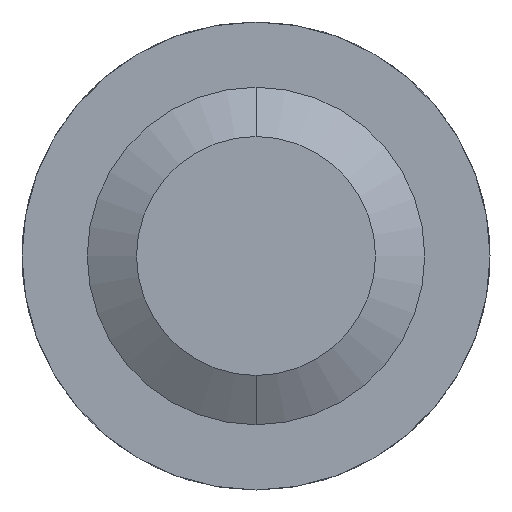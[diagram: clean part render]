
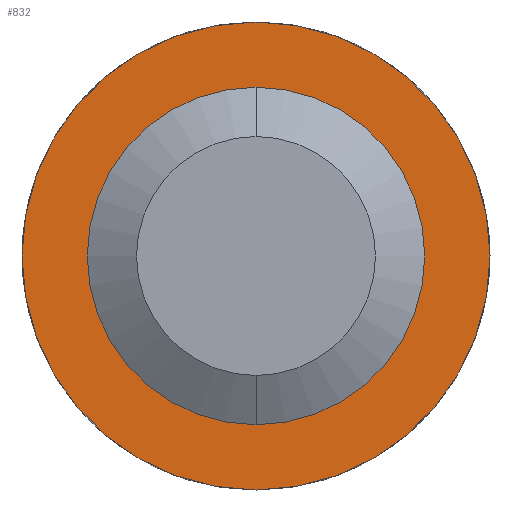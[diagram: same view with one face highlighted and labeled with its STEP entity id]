
A CAD part, front view. The second image highlights one B-rep face of the part: STEP entity #832.
In plain terms, the highlighted planar face has unit normal (0, -1, 0).
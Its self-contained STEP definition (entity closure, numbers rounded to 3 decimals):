
#16 = EDGE_CURVE ( 'NONE', #2372, #976, #1220, .T. ) ;
#179 = FACE_OUTER_BOUND ( 'NONE', #1813, .T. ) ;
#366 = AXIS2_PLACEMENT_3D ( 'NONE', #1092, #1362, #798 ) ;
#414 = DIRECTION ( 'NONE',  ( 0., 1., 0. ) ) ;
#489 = EDGE_LOOP ( 'NONE', ( #3302, #685 ) ) ;
#571 = AXIS2_PLACEMENT_3D ( 'NONE', #960, #2286, #1463 ) ;
#594 = CARTESIAN_POINT ( 'NONE',  ( 0., -2.5, 0. ) ) ;
#603 = DIRECTION ( 'NONE',  ( 0., 0., 1. ) ) ;
#685 = ORIENTED_EDGE ( 'NONE', *, *, #3291, .T. ) ;
#779 = VERTEX_POINT ( 'NONE', #2398 ) ;
#798 = DIRECTION ( 'NONE',  ( 0., 0., 1. ) ) ;
#832 = ADVANCED_FACE ( 'NONE', ( #179, #3170 ), #1870, .F. ) ;
#895 = DIRECTION ( 'NONE',  ( 0., 1., 0. ) ) ;
#960 = CARTESIAN_POINT ( 'NONE',  ( 0., -2.5, 0. ) ) ;
#976 = VERTEX_POINT ( 'NONE', #1114 ) ;
#1077 = CIRCLE ( 'NONE', #1450, 0.685 ) ;
#1092 = CARTESIAN_POINT ( 'NONE',  ( 0.95, -2.5, 0. ) ) ;
#1114 = CARTESIAN_POINT ( 'NONE',  ( 0., -2.5, -0.685 ) ) ;
#1220 = CIRCLE ( 'NONE', #571, 0.685 ) ;
#1362 = DIRECTION ( 'NONE',  ( 0., 1., 0. ) ) ;
#1450 = AXIS2_PLACEMENT_3D ( 'NONE', #594, #2467, #3309 ) ;
#1463 = DIRECTION ( 'NONE',  ( 0., 0., 1. ) ) ;
#1663 = EDGE_CURVE ( 'NONE', #2846, #779, #3135, .T. ) ;
#1746 = ORIENTED_EDGE ( 'NONE', *, *, #1663, .F. ) ;
#1813 = EDGE_LOOP ( 'NONE', ( #1746, #2943 ) ) ;
#1870 = PLANE ( 'NONE',  #366 ) ;
#2015 = AXIS2_PLACEMENT_3D ( 'NONE', #3049, #895, #603 ) ;
#2286 = DIRECTION ( 'NONE',  ( 0., 1., 0. ) ) ;
#2325 = DIRECTION ( 'NONE',  ( 0., 0., 1. ) ) ;
#2372 = VERTEX_POINT ( 'NONE', #2904 ) ;
#2398 = CARTESIAN_POINT ( 'NONE',  ( 0., -2.5, -0.95 ) ) ;
#2467 = DIRECTION ( 'NONE',  ( 0., 1., 0. ) ) ;
#2617 = AXIS2_PLACEMENT_3D ( 'NONE', #3136, #414, #2325 ) ;
#2846 = VERTEX_POINT ( 'NONE', #2952 ) ;
#2904 = CARTESIAN_POINT ( 'NONE',  ( 0., -2.5, 0.685 ) ) ;
#2943 = ORIENTED_EDGE ( 'NONE', *, *, #3073, .F. ) ;
#2952 = CARTESIAN_POINT ( 'NONE',  ( 0., -2.5, 0.95 ) ) ;
#2958 = CIRCLE ( 'NONE', #2617, 0.95 ) ;
#3049 = CARTESIAN_POINT ( 'NONE',  ( 0., -2.5, 0. ) ) ;
#3073 = EDGE_CURVE ( 'NONE', #779, #2846, #2958, .T. ) ;
#3135 = CIRCLE ( 'NONE', #2015, 0.95 ) ;
#3136 = CARTESIAN_POINT ( 'NONE',  ( 0., -2.5, 0. ) ) ;
#3170 = FACE_BOUND ( 'NONE', #489, .T. ) ;
#3291 = EDGE_CURVE ( 'NONE', #976, #2372, #1077, .T. ) ;
#3302 = ORIENTED_EDGE ( 'NONE', *, *, #16, .T. ) ;
#3309 = DIRECTION ( 'NONE',  ( 0., 0., 1. ) ) ;
